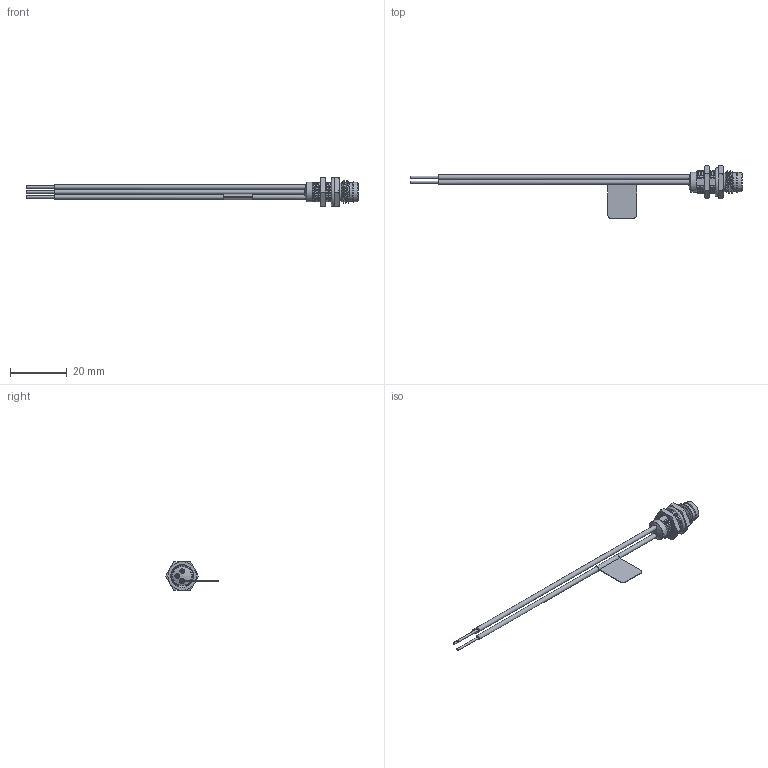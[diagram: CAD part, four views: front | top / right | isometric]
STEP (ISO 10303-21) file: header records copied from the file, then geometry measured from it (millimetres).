
FILE_DESCRIPTION (( 'STEP AP214' ), '1' );
FILE_NAME ('REC-M83MR-LEADS.STEP', '2018-04-03T15:13:18', ( '' ), ( '' ), 'SwSTEP 2.0', 'SolidWorks 2017', '' );
FILE_SCHEMA (( 'AUTOMOTIVE_DESIGN' ));
Length unit declared in the file: millimetre
Products named in the file (5): REC-M8-FLAGLABEL; REC-M83MR-LEADS-MA3; REC-M83MR-LEADS-MA2; REC-M83MR-LEADS-MA1; REC-M83MR-LEADS
Assembly tree (4 placements, depth 2):
  REC-M83MR-LEADS
    REC-M83MR-LEADS-MA1
    REC-M83MR-LEADS-MA2
    REC-M83MR-LEADS-MA3
    REC-M8-FLAGLABEL
Bounding box: 116.6 x 18.47 x 10 mm (x, y, z)
Volume: 1360.9 mm3; surface area: 2890 mm2
Topology: 4 solids, 4 shells, 249 faces, 660 edges, 429 vertices
Faces by surface type: bspline 101, plane 59, cylinder 46, cone 36, sphere 4, torus 3
Full cylindrical faces by diameter (mm): 0.762 x3, 1 x3, 1.575 x3, 1.651 x1, 5.8 x1, 6.5 x1, 6.6 x2, 7 x1
Entity records: 38190 total; most frequent: CARTESIAN_POINT 32694, ORIENTED_EDGE 1216, DIRECTION 612, EDGE_CURVE 608, VERTEX_POINT 407, EDGE_LOOP 291, FACE_OUTER_BOUND 264, ADVANCED_FACE 248
